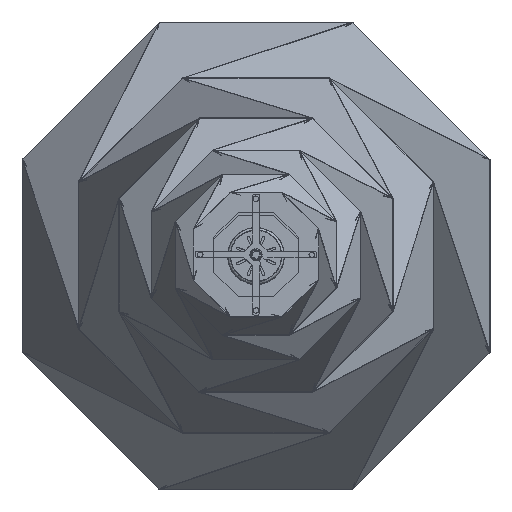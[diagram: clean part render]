
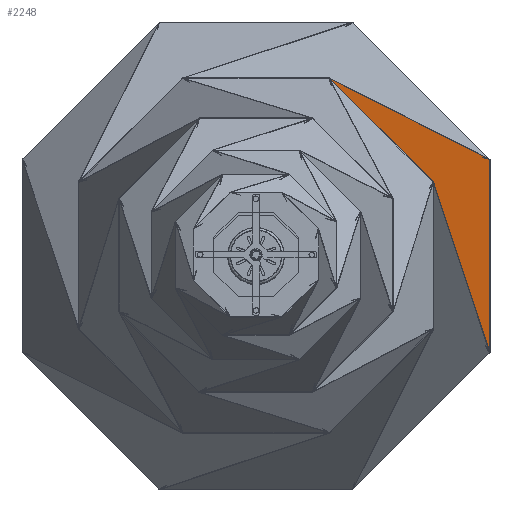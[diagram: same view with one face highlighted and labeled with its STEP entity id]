
A CAD part, top view. The second image highlights one B-rep face of the part: STEP entity #2248.
In plain terms, the highlighted free-form (B-spline) face has degree [1, 1] with [2, 2] control points.
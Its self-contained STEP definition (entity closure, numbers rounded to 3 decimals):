
#850=B_SPLINE_SURFACE_WITH_KNOTS($,1,1,((#37850,#37851),(#37852,#37853)),
.UNSPECIFIED.,.F.,.F.,.F.,(2,2),(2,2),(0.,240.244),(0.,527.004),
.UNSPECIFIED.);
#2248=ADVANCED_FACE($,(#3746),#850,.T.);
#3746=FACE_OUTER_BOUND($,#5291,.T.);
#5291=EDGE_LOOP($,(#9681,#9682,#9683));
#9681=ORIENTED_EDGE($,*,*,#14237,.T.);
#9682=ORIENTED_EDGE($,*,*,#14243,.F.);
#9683=ORIENTED_EDGE($,*,*,#14240,.F.);
#14237=EDGE_CURVE($,#16729,#16730,#19617,.T.);
#14240=EDGE_CURVE($,#16729,#16732,#19620,.T.);
#14243=EDGE_CURVE($,#16732,#16730,#19623,.T.);
#16729=VERTEX_POINT($,#37855);
#16730=VERTEX_POINT($,#37856);
#16732=VERTEX_POINT($,#37858);
#19617=B_SPLINE_CURVE_WITH_KNOTS($,3,(#37782,#37783,#37784,#37785),.UNSPECIFIED.,
.F.,.F.,(4,4),(0.,527.004),.UNSPECIFIED.);
#19620=B_SPLINE_CURVE_WITH_KNOTS($,3,(#37792,#37793,#37794,#37795),.UNSPECIFIED.,
.F.,.F.,(4,4),(0.,414.76),.UNSPECIFIED.);
#19623=B_SPLINE_CURVE_WITH_KNOTS($,3,(#37802,#37803,#37804,#37805),.UNSPECIFIED.,
.F.,.F.,(4,4),(0.,240.244),.UNSPECIFIED.);
#37782=CARTESIAN_POINT($,(91.127,220.,1466.));
#37783=CARTESIAN_POINT($,(157.418,106.626,1349.333));
#37784=CARTESIAN_POINT($,(223.709,-6.748,1232.667));
#37785=CARTESIAN_POINT($,(290.,-120.122,1116.));
#37792=CARTESIAN_POINT($,(91.127,220.,1466.));
#37793=CARTESIAN_POINT($,(157.418,186.707,1349.333));
#37794=CARTESIAN_POINT($,(223.709,153.415,1232.667));
#37795=CARTESIAN_POINT($,(290.,120.122,1116.));
#37802=CARTESIAN_POINT($,(290.,120.122,1116.));
#37803=CARTESIAN_POINT($,(290.,40.041,1116.));
#37804=CARTESIAN_POINT($,(290.,-40.041,1116.));
#37805=CARTESIAN_POINT($,(290.,-120.122,1116.));
#37850=CARTESIAN_POINT($,(91.127,220.,1466.));
#37851=CARTESIAN_POINT($,(290.,120.122,1116.));
#37852=CARTESIAN_POINT($,(91.127,220.,1466.));
#37853=CARTESIAN_POINT($,(290.,-120.122,1116.));
#37855=CARTESIAN_POINT($,(91.127,220.,1466.));
#37856=CARTESIAN_POINT($,(290.,-120.122,1116.));
#37858=CARTESIAN_POINT($,(290.,120.122,1116.));
